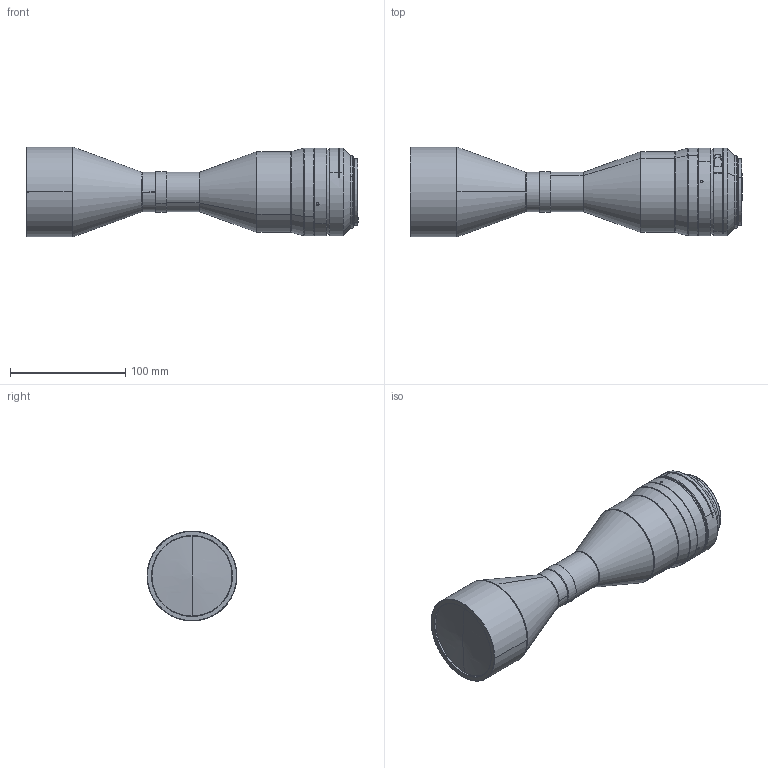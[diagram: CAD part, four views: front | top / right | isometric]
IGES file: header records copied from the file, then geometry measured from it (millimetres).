
Start section: SolidWorks IGES file using analytic representation for surfaces
Global section: file name: DTCM35FH-56-M58-AL.IGS; native system: SolidWorks 2017; preprocessor: SolidWorks 2017; author: Frank-Luo; date: 190928.085056; units: millimetre
Bounding box: 287.8 x 78 x 78 mm (x, y, z)
Surface area: 65325.2 mm2 (no closed solid volume)
Topology: 0 solids, 0 shells, 114 faces, 2117 edges, 2113 vertices
Faces by surface type: revolution 83, bspline 31
